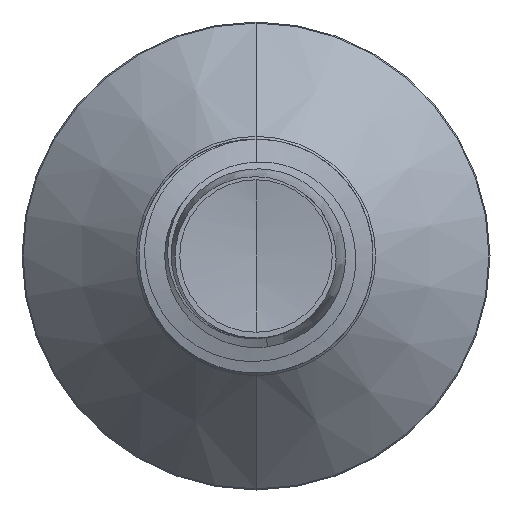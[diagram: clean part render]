
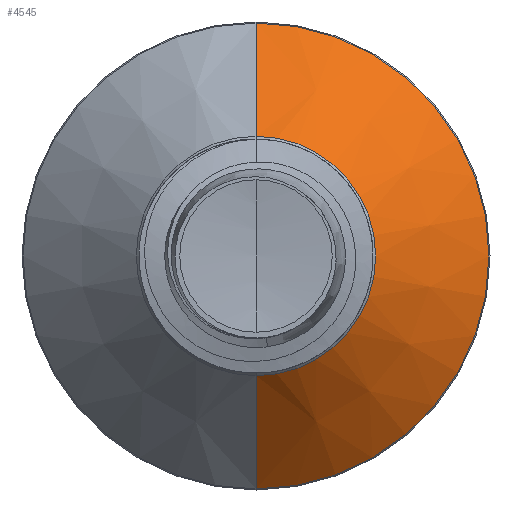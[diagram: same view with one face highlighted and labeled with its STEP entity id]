
A CAD part, front view. The second image highlights one B-rep face of the part: STEP entity #4545.
In plain terms, the highlighted conical face has half-angle 45 degrees and reference radius 2.302 mm.
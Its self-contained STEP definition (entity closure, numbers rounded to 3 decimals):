
#18 = CARTESIAN_POINT ( 'NONE',  ( 0., 8.28, -4.48 ) ) ;
#493 = CIRCLE ( 'NONE', #9611, 4.48 ) ;
#1278 = CONICAL_SURFACE ( 'NONE', #11845, 2.302, 0.785 ) ;
#1427 = FACE_OUTER_BOUND ( 'NONE', #11170, .T. ) ;
#1892 = EDGE_CURVE ( 'NONE', #4129, #6048, #2516, .T. ) ;
#2516 = LINE ( 'NONE', #5688, #2614 ) ;
#2614 = VECTOR ( 'NONE', #14444, 1000. ) ;
#3530 = VERTEX_POINT ( 'NONE', #18 ) ;
#3637 = VECTOR ( 'NONE', #4043, 1000. ) ;
#3773 = CARTESIAN_POINT ( 'NONE',  ( 0., 8.28, 0. ) ) ;
#3780 = DIRECTION ( 'NONE',  ( 0., 1., 0. ) ) ;
#4043 = DIRECTION ( 'NONE',  ( 0., 0.707, -0.707 ) ) ;
#4129 = VERTEX_POINT ( 'NONE', #4454 ) ;
#4454 = CARTESIAN_POINT ( 'NONE',  ( 0., 6.102, 2.302 ) ) ;
#4545 = ADVANCED_FACE ( 'NONE', ( #1427 ), #1278, .T. ) ;
#5020 = DIRECTION ( 'NONE',  ( 0., 0., 1. ) ) ;
#5073 = DIRECTION ( 'NONE',  ( 0., 0., 1. ) ) ;
#5688 = CARTESIAN_POINT ( 'NONE',  ( 0., 6.102, 2.302 ) ) ;
#5695 = CARTESIAN_POINT ( 'NONE',  ( 0., 6.102, -2.302 ) ) ;
#6048 = VERTEX_POINT ( 'NONE', #13644 ) ;
#7491 = DIRECTION ( 'NONE',  ( 0., 1., 0. ) ) ;
#7805 = LINE ( 'NONE', #12855, #3637 ) ;
#8782 = EDGE_CURVE ( 'NONE', #6048, #3530, #493, .T. ) ;
#9366 = CIRCLE ( 'NONE', #16298, 2.302 ) ;
#9489 = EDGE_CURVE ( 'NONE', #4129, #13668, #9366, .T. ) ;
#9611 = AXIS2_PLACEMENT_3D ( 'NONE', #3773, #12593, #5073 ) ;
#9943 = ORIENTED_EDGE ( 'NONE', *, *, #9489, .T. ) ;
#10268 = ORIENTED_EDGE ( 'NONE', *, *, #1892, .F. ) ;
#10340 = ORIENTED_EDGE ( 'NONE', *, *, #8782, .F. ) ;
#10458 = ORIENTED_EDGE ( 'NONE', *, *, #10950, .T. ) ;
#10950 = EDGE_CURVE ( 'NONE', #13668, #3530, #7805, .T. ) ;
#11170 = EDGE_LOOP ( 'NONE', ( #9943, #10458, #10340, #10268 ) ) ;
#11845 = AXIS2_PLACEMENT_3D ( 'NONE', #16050, #3780, #5020 ) ;
#12593 = DIRECTION ( 'NONE',  ( 0., 1., 0. ) ) ;
#12855 = CARTESIAN_POINT ( 'NONE',  ( 0., 6.102, -2.302 ) ) ;
#13644 = CARTESIAN_POINT ( 'NONE',  ( 0., 8.28, 4.48 ) ) ;
#13668 = VERTEX_POINT ( 'NONE', #5695 ) ;
#14444 = DIRECTION ( 'NONE',  ( 0., 0.707, 0.707 ) ) ;
#14969 = CARTESIAN_POINT ( 'NONE',  ( 0., 6.102, 0. ) ) ;
#16050 = CARTESIAN_POINT ( 'NONE',  ( 0., 6.102, 0. ) ) ;
#16196 = DIRECTION ( 'NONE',  ( 0., 0., 1. ) ) ;
#16298 = AXIS2_PLACEMENT_3D ( 'NONE', #14969, #7491, #16196 ) ;
